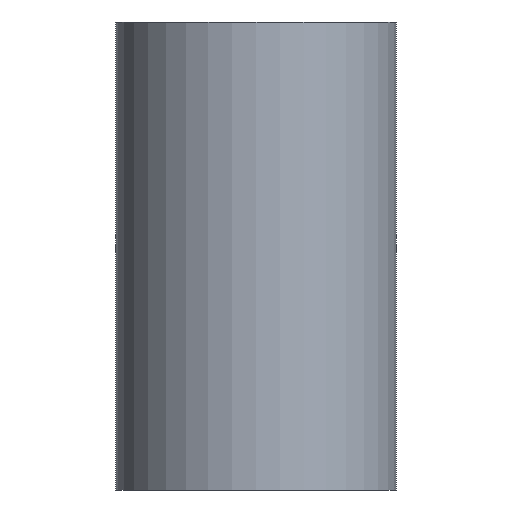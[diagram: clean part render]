
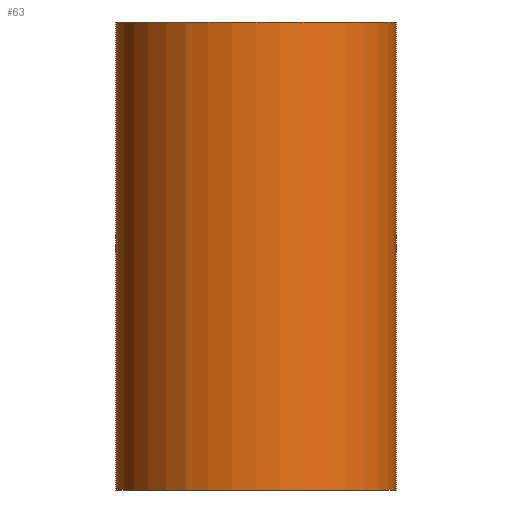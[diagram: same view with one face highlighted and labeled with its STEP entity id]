
A CAD part, front view. The second image highlights one B-rep face of the part: STEP entity #63.
In plain terms, the highlighted cylindrical face has radius 6 mm (diameter 12 mm), a full revolution.
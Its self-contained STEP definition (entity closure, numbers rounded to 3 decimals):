
#16=LINE('',#126,#18);
#18=VECTOR('',#110,6.);
#20=CYLINDRICAL_SURFACE('',#90,6.);
#25=FACE_OUTER_BOUND('',#30,.T.);
#30=EDGE_LOOP('',(#53,#54,#55,#56));
#33=CIRCLE('',#86,6.);
#36=CIRCLE('',#91,6.);
#37=VERTEX_POINT('',#115);
#40=VERTEX_POINT('',#124);
#41=EDGE_CURVE('',#37,#37,#33,.T.);
#45=EDGE_CURVE('',#40,#40,#36,.T.);
#46=EDGE_CURVE('',#40,#37,#16,.T.);
#53=ORIENTED_EDGE('',*,*,#45,.F.);
#54=ORIENTED_EDGE('',*,*,#46,.T.);
#55=ORIENTED_EDGE('',*,*,#41,.F.);
#56=ORIENTED_EDGE('',*,*,#46,.F.);
#63=ADVANCED_FACE('',(#25),#20,.T.);
#86=AXIS2_PLACEMENT_3D('',#116,#97,#98);
#90=AXIS2_PLACEMENT_3D('',#123,#106,#107);
#91=AXIS2_PLACEMENT_3D('',#125,#108,#109);
#97=DIRECTION('center_axis',(0.,0.,-1.));
#98=DIRECTION('ref_axis',(1.,0.,0.));
#106=DIRECTION('center_axis',(0.,0.,1.));
#107=DIRECTION('ref_axis',(1.,0.,0.));
#108=DIRECTION('center_axis',(0.,0.,1.));
#109=DIRECTION('ref_axis',(1.,0.,0.));
#110=DIRECTION('',(0.,0.,-1.));
#115=CARTESIAN_POINT('',(-6.,0.,-10.));
#116=CARTESIAN_POINT('Origin',(0.,0.,-10.));
#123=CARTESIAN_POINT('Origin',(0.,0.,0.));
#124=CARTESIAN_POINT('',(-6.,0.,10.));
#125=CARTESIAN_POINT('Origin',(0.,0.,10.));
#126=CARTESIAN_POINT('',(-6.,0.,0.));
